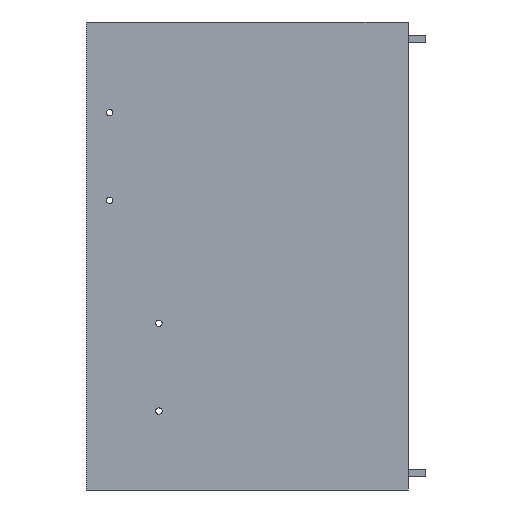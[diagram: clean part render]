
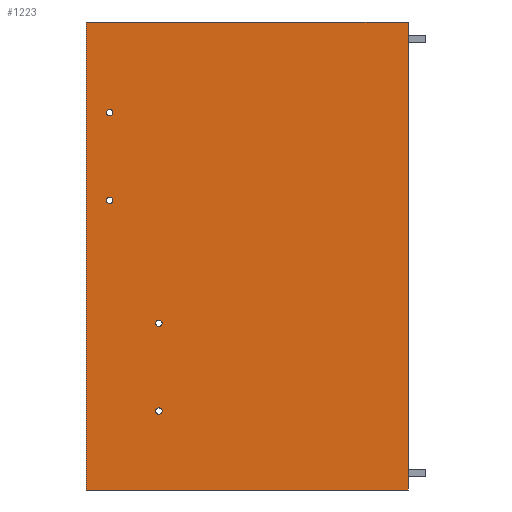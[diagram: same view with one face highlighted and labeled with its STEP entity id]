
A CAD part, front view. The second image highlights one B-rep face of the part: STEP entity #1223.
In plain terms, the highlighted planar face has unit normal (0, -1, 0).
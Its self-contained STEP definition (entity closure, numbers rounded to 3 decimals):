
#14 = DIRECTION ( 'NONE',  ( 0., 0., -1. ) ) ;
#16 = DIRECTION ( 'NONE',  ( 0., 0., -1. ) ) ;
#30 = VERTEX_POINT ( 'NONE', #1806 ) ;
#31 = DIRECTION ( 'NONE',  ( 0., -1., 0. ) ) ;
#33 = EDGE_LOOP ( 'NONE', ( #990, #513, #326, #2219 ) ) ;
#44 = EDGE_LOOP ( 'NONE', ( #1486, #1832 ) ) ;
#53 = AXIS2_PLACEMENT_3D ( 'NONE', #2453, #1882, #2082 ) ;
#107 = CARTESIAN_POINT ( 'NONE',  ( -85.2, 0., -51.9 ) ) ;
#114 = DIRECTION ( 'NONE',  ( 0., 0., -1. ) ) ;
#135 = AXIS2_PLACEMENT_3D ( 'NONE', #1637, #317, #1089 ) ;
#139 = VERTEX_POINT ( 'NONE', #895 ) ;
#149 = CARTESIAN_POINT ( 'NONE',  ( -102., 0., 49. ) ) ;
#189 = ORIENTED_EDGE ( 'NONE', *, *, #1655, .F. ) ;
#217 = EDGE_CURVE ( 'NONE', #913, #1879, #868, .T. ) ;
#218 = EDGE_CURVE ( 'NONE', #1879, #913, #1197, .T. ) ;
#317 = DIRECTION ( 'NONE',  ( 0., -1., 0. ) ) ;
#326 = ORIENTED_EDGE ( 'NONE', *, *, #1822, .F. ) ;
#344 = VERTEX_POINT ( 'NONE', #781 ) ;
#432 = VERTEX_POINT ( 'NONE', #1930 ) ;
#457 = VECTOR ( 'NONE', #114, 1000. ) ;
#459 = VERTEX_POINT ( 'NONE', #2479 ) ;
#468 = VERTEX_POINT ( 'NONE', #107 ) ;
#513 = ORIENTED_EDGE ( 'NONE', *, *, #943, .F. ) ;
#515 = EDGE_CURVE ( 'NONE', #790, #432, #543, .T. ) ;
#543 = CIRCLE ( 'NONE', #2258, 1.1 ) ;
#661 = LINE ( 'NONE', #1087, #457 ) ;
#715 = FACE_BOUND ( 'NONE', #1716, .T. ) ;
#722 = DIRECTION ( 'NONE',  ( 0., -1., 0. ) ) ;
#723 = DIRECTION ( 'NONE',  ( 0., -1., 0. ) ) ;
#743 = CARTESIAN_POINT ( 'NONE',  ( -85.2, 0., -53. ) ) ;
#781 = CARTESIAN_POINT ( 'NONE',  ( 0., 0., 80. ) ) ;
#790 = VERTEX_POINT ( 'NONE', #1220 ) ;
#830 = AXIS2_PLACEMENT_3D ( 'NONE', #2109, #1725, #2502 ) ;
#842 = EDGE_LOOP ( 'NONE', ( #189, #2119 ) ) ;
#866 = EDGE_CURVE ( 'NONE', #30, #468, #2096, .T. ) ;
#868 = CIRCLE ( 'NONE', #135, 1.1 ) ;
#895 = CARTESIAN_POINT ( 'NONE',  ( 0., 0., -80. ) ) ;
#913 = VERTEX_POINT ( 'NONE', #1872 ) ;
#943 = EDGE_CURVE ( 'NONE', #992, #344, #1322, .T. ) ;
#990 = ORIENTED_EDGE ( 'NONE', *, *, #1713, .F. ) ;
#992 = VERTEX_POINT ( 'NONE', #2141 ) ;
#1019 = DIRECTION ( 'NONE',  ( 0., 0., 1. ) ) ;
#1034 = AXIS2_PLACEMENT_3D ( 'NONE', #1456, #2037, #1263 ) ;
#1046 = LINE ( 'NONE', #1990, #2429 ) ;
#1087 = CARTESIAN_POINT ( 'NONE',  ( 0., 0., 80. ) ) ;
#1089 = DIRECTION ( 'NONE',  ( 0., 0., -1. ) ) ;
#1092 = DIRECTION ( 'NONE',  ( 0., 0., -1. ) ) ;
#1120 = AXIS2_PLACEMENT_3D ( 'NONE', #743, #2186, #14 ) ;
#1124 = FACE_OUTER_BOUND ( 'NONE', #33, .T. ) ;
#1197 = CIRCLE ( 'NONE', #53, 1.1 ) ;
#1201 = ORIENTED_EDGE ( 'NONE', *, *, #1465, .F. ) ;
#1220 = CARTESIAN_POINT ( 'NONE',  ( -102., 0., 47.9 ) ) ;
#1223 = ADVANCED_FACE ( 'NONE', ( #2133, #715, #1330, #1491, #1124 ), #1907, .T. ) ;
#1263 = DIRECTION ( 'NONE',  ( 0., 0., -1. ) ) ;
#1278 = AXIS2_PLACEMENT_3D ( 'NONE', #2358, #1988, #1799 ) ;
#1306 = CARTESIAN_POINT ( 'NONE',  ( -85.2, 0., -53. ) ) ;
#1322 = LINE ( 'NONE', #2314, #1566 ) ;
#1324 = VERTEX_POINT ( 'NONE', #2274 ) ;
#1326 = CIRCLE ( 'NONE', #2008, 1.1 ) ;
#1330 = FACE_BOUND ( 'NONE', #2221, .T. ) ;
#1436 = VERTEX_POINT ( 'NONE', #1564 ) ;
#1441 = AXIS2_PLACEMENT_3D ( 'NONE', #1306, #723, #1092 ) ;
#1445 = CARTESIAN_POINT ( 'NONE',  ( -110., 0., -80. ) ) ;
#1453 = ORIENTED_EDGE ( 'NONE', *, *, #217, .F. ) ;
#1456 = CARTESIAN_POINT ( 'NONE',  ( -85.2, 0., -23. ) ) ;
#1465 = EDGE_CURVE ( 'NONE', #468, #30, #1851, .T. ) ;
#1486 = ORIENTED_EDGE ( 'NONE', *, *, #515, .F. ) ;
#1491 = FACE_BOUND ( 'NONE', #842, .T. ) ;
#1505 = EDGE_CURVE ( 'NONE', #459, #1436, #1567, .T. ) ;
#1564 = CARTESIAN_POINT ( 'NONE',  ( -85.2, 0., -24.1 ) ) ;
#1566 = VECTOR ( 'NONE', #1923, 1000. ) ;
#1567 = CIRCLE ( 'NONE', #1278, 1.1 ) ;
#1587 = EDGE_CURVE ( 'NONE', #432, #790, #1326, .T. ) ;
#1637 = CARTESIAN_POINT ( 'NONE',  ( -102., 0., 19. ) ) ;
#1655 = EDGE_CURVE ( 'NONE', #1436, #459, #2142, .T. ) ;
#1713 = EDGE_CURVE ( 'NONE', #344, #139, #661, .T. ) ;
#1716 = EDGE_LOOP ( 'NONE', ( #2428, #1453 ) ) ;
#1725 = DIRECTION ( 'NONE',  ( 0., -1., 0. ) ) ;
#1743 = EDGE_CURVE ( 'NONE', #139, #1324, #2450, .T. ) ;
#1799 = DIRECTION ( 'NONE',  ( 0., 0., -1. ) ) ;
#1806 = CARTESIAN_POINT ( 'NONE',  ( -85.2, 0., -54.1 ) ) ;
#1822 = EDGE_CURVE ( 'NONE', #1324, #992, #1046, .T. ) ;
#1832 = ORIENTED_EDGE ( 'NONE', *, *, #1587, .F. ) ;
#1851 = CIRCLE ( 'NONE', #1120, 1.1 ) ;
#1872 = CARTESIAN_POINT ( 'NONE',  ( -102., 0., 20.1 ) ) ;
#1879 = VERTEX_POINT ( 'NONE', #2381 ) ;
#1882 = DIRECTION ( 'NONE',  ( 0., -1., 0. ) ) ;
#1907 = PLANE ( 'NONE',  #830 ) ;
#1923 = DIRECTION ( 'NONE',  ( 1., 0., 0. ) ) ;
#1930 = CARTESIAN_POINT ( 'NONE',  ( -102., 0., 50.1 ) ) ;
#1988 = DIRECTION ( 'NONE',  ( 0., -1., 0. ) ) ;
#1990 = CARTESIAN_POINT ( 'NONE',  ( -110., 0., 80. ) ) ;
#2008 = AXIS2_PLACEMENT_3D ( 'NONE', #2361, #31, #16 ) ;
#2037 = DIRECTION ( 'NONE',  ( 0., -1., 0. ) ) ;
#2082 = DIRECTION ( 'NONE',  ( 0., 0., -1. ) ) ;
#2096 = CIRCLE ( 'NONE', #1441, 1.1 ) ;
#2101 = VECTOR ( 'NONE', #2226, 1000. ) ;
#2109 = CARTESIAN_POINT ( 'NONE',  ( 0., 0., 0. ) ) ;
#2119 = ORIENTED_EDGE ( 'NONE', *, *, #1505, .F. ) ;
#2133 = FACE_BOUND ( 'NONE', #44, .T. ) ;
#2141 = CARTESIAN_POINT ( 'NONE',  ( -110., 0., 80. ) ) ;
#2142 = CIRCLE ( 'NONE', #1034, 1.1 ) ;
#2186 = DIRECTION ( 'NONE',  ( 0., -1., 0. ) ) ;
#2219 = ORIENTED_EDGE ( 'NONE', *, *, #1743, .F. ) ;
#2221 = EDGE_LOOP ( 'NONE', ( #2288, #1201 ) ) ;
#2226 = DIRECTION ( 'NONE',  ( -1., 0., 0. ) ) ;
#2258 = AXIS2_PLACEMENT_3D ( 'NONE', #149, #722, #2436 ) ;
#2274 = CARTESIAN_POINT ( 'NONE',  ( -110., 0., -80. ) ) ;
#2288 = ORIENTED_EDGE ( 'NONE', *, *, #866, .F. ) ;
#2314 = CARTESIAN_POINT ( 'NONE',  ( -110., 0., 80. ) ) ;
#2358 = CARTESIAN_POINT ( 'NONE',  ( -85.2, 0., -23. ) ) ;
#2361 = CARTESIAN_POINT ( 'NONE',  ( -102., 0., 49. ) ) ;
#2381 = CARTESIAN_POINT ( 'NONE',  ( -102., 0., 17.9 ) ) ;
#2428 = ORIENTED_EDGE ( 'NONE', *, *, #218, .F. ) ;
#2429 = VECTOR ( 'NONE', #1019, 1000. ) ;
#2436 = DIRECTION ( 'NONE',  ( 0., 0., -1. ) ) ;
#2450 = LINE ( 'NONE', #1445, #2101 ) ;
#2453 = CARTESIAN_POINT ( 'NONE',  ( -102., 0., 19. ) ) ;
#2479 = CARTESIAN_POINT ( 'NONE',  ( -85.2, 0., -21.9 ) ) ;
#2502 = DIRECTION ( 'NONE',  ( 0., 0., -1. ) ) ;
